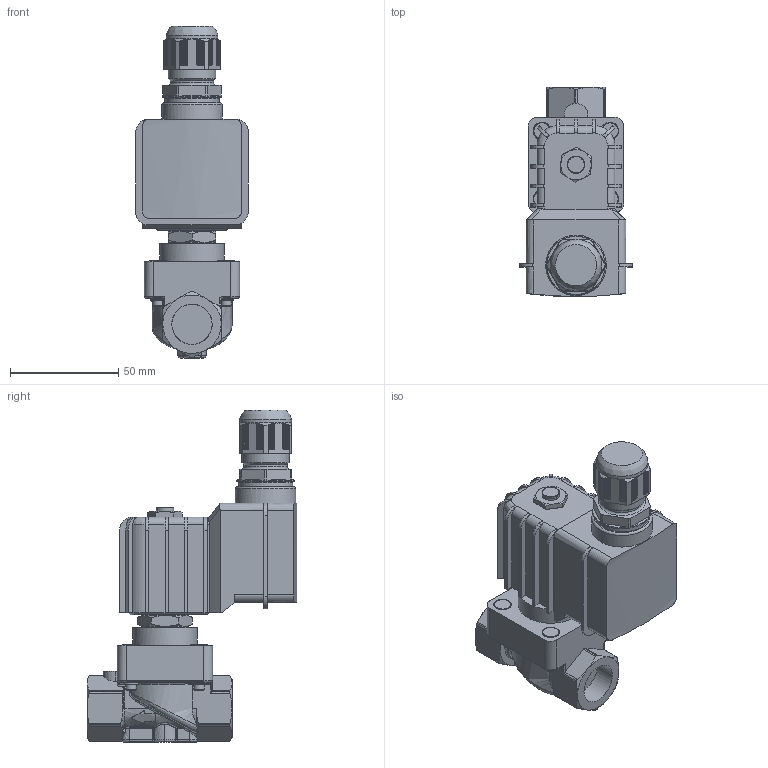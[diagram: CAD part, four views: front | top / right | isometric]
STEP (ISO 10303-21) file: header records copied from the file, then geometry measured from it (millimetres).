
FILE_DESCRIPTION ((), '1');
FILE_NAME ('herbert hubraum der 3.stp', '2024-03-13T11:17:16', ('Unknown'), ('Unknown'), 'HarmonyWare STEP v2.1.4', 'HarmonyWare Translators', '');
FILE_SCHEMA (('CONFIG_CONTROL_DESIGN'));
Length unit declared in the file: millimetre
Products named in the file (27): Volumenkörper2
Assembly tree (26 placements, depth 2):
  (unnamed)
    Volumenkörper2
    Volumenkörper2
    Volumenkörper2
    Volumenkörper2
    Volumenkörper2
    Volumenkörper2
    Volumenkörper2
    Volumenkörper2
    Volumenkörper2
    Volumenkörper2
    Volumenkörper2
    Volumenkörper2
    Volumenkörper2
    Volumenkörper2
    Volumenkörper2
    Volumenkörper2
    Volumenkörper2
    Volumenkörper2
    Volumenkörper2
    Volumenkörper2
    Volumenkörper2
    Volumenkörper2
    Volumenkörper2
    Volumenkörper2
    Volumenkörper2
    Volumenkörper2
Bounding box: 52 x 97.01 x 153.5 mm (x, y, z)
Surface area: 39828 mm2 (no closed solid volume)
Topology: 0 solids, 26 shells, 932 faces, 2618 edges, 1610 vertices
Faces by surface type: bspline 932
Entity records: 51478 total; most frequent: CARTESIAN_POINT 33928, ORIENTED_EDGE 4825, EDGE_CURVE 2615, VERTEX_POINT 1610, B_SPLINE_CURVE_WITH_KNOTS 1403, EDGE_LOOP 956, FACE_OUTER_BOUND 932, ADVANCED_FACE 932
